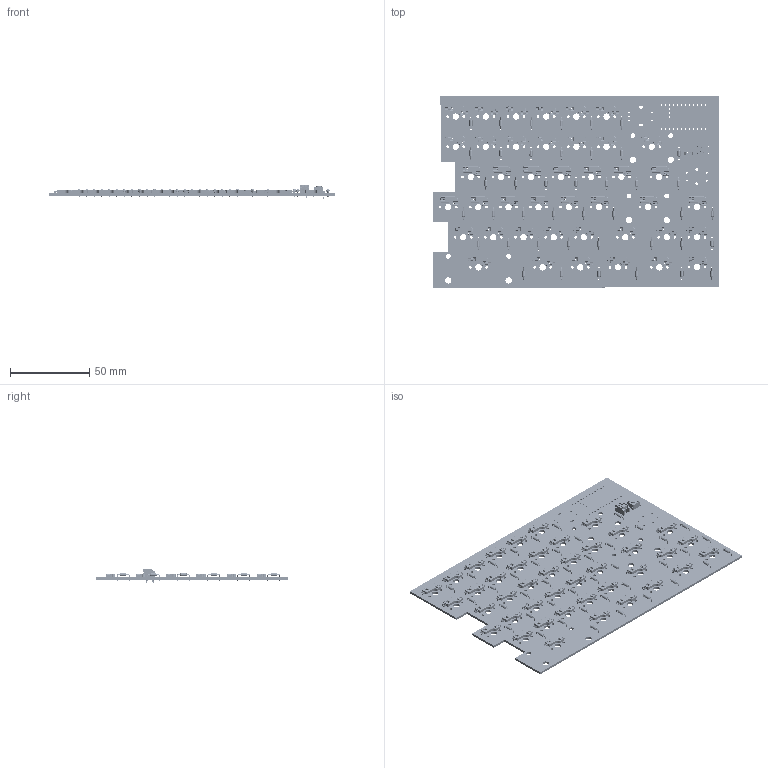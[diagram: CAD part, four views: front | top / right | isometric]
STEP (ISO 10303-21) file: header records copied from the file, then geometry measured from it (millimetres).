
FILE_DESCRIPTION(('KiCad electronic assembly'),'2;1');
FILE_NAME('right_split.step','2025-07-09T13:10:11',('Pcbnew'),('Kicad'), 'Open CASCADE STEP processor 7.8','KiCad to STEP converter','Unknown' );
FILE_SCHEMA(('AUTOMOTIVE_DESIGN { 1 0 10303 214 1 1 1 1 }'));
Length unit declared in the file: millimetre
Products named in the file (6): right_split 1; D_DO-35_SOD27_P7.62mm_Horizontal; MX-Hotswap-Socket; JST_PH_S2B-PH-K_1x02_P2.00mm_Horizontal; SW_PUSH_6mm; right_split_PCB
Assembly tree (87 placements, depth 2):
  right_split 1
    D_DO-35_SOD27_P7.62mm_Horizontal  x42
    MX-Hotswap-Socket  x42
    JST_PH_S2B-PH-K_1x02_P2.00mm_Horizontal
    SW_PUSH_6mm
    right_split_PCB
Bounding box: 180.72 x 120.95 x 8.35 mm (x, y, z)
Volume: 34639.3 mm3; surface area: 57616 mm2
Topology: 129 solids, 129 shells, 11176 faces, 29140 edges, 18563 vertices
Faces by surface type: plane 6280, cylinder 3719, cone 840, torus 337
Full cylindrical faces by diameter (mm): 0.5 x126, 0.75 x2, 0.8 x84, 1 x9, 1.092 x27, 1.1 x4, 1.2 x4, 1.702 x84, 1.8 x2, 2 x84, 2.02 x42, 2.9 x84, 3 x84, 3.048 x6, 3.5 x1, 3.988 x48
Entity records: 32342 total; most frequent: DIRECTION 5168, CARTESIAN_POINT 5119, ORIENTED_EDGE 4734, EDGE_CURVE 2367, AXIS2_PLACEMENT_3D 1905, FACE_BOUND 1569, EDGE_LOOP 1569, VERTEX_POINT 1548
